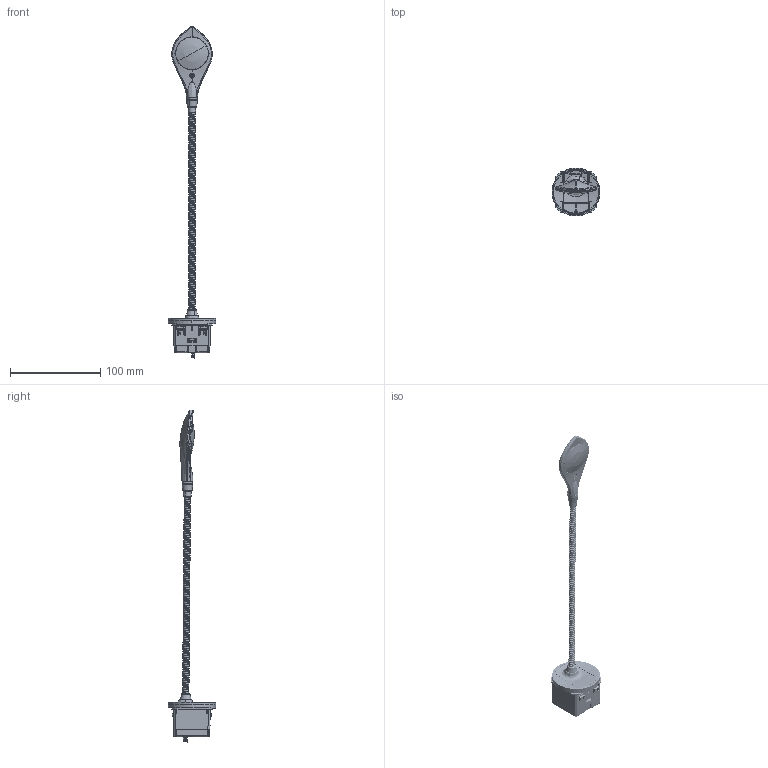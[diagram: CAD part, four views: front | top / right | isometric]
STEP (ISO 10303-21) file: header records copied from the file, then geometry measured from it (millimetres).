
FILE_DESCRIPTION(('CATIA V5 STEP Exchange','CAx-IF Rec.Pracs.--- Model Styling and Organization---1.5--- 2016-08-15','CAx-IF Rec.Pracs.---Supplemental Geometry---1.0---2011-11-01','CAx-IF Rec.Pracs.--- Composite Materials ---1.1---2010-07-15'),'2;1');
FILE_NAME('CB0270s.stp','2024-02-13T09:02:46+00:00',('none'),('none'),'CATIA Version 5-6 Release 2020 SP5','CATIA V5 STEP AP214 v2','none');
FILE_SCHEMA(('AUTOMOTIVE_DESIGN { 1 0 10303 214 1 1 1 1 }'));
Products named in the file (1): CB0270
Bounding box: 53 x 53.01 x 367.03 mm (x, y, z)
Volume: 37830.4 mm3; surface area: 68207.5 mm2
Topology: 37 solids, 37 shells, 6928 faces, 18218 edges, 11263 vertices
Faces by surface type: plane 3763, bspline 1891, cylinder 823, sphere 169, cone 142, torus 102, revolution 22, extrusion 16
Entity records: 274328 total; most frequent: CARTESIAN_POINT 130475, ORIENTED_EDGE 36116, EDGE_CURVE 18058, DIRECTION 17969, VERTEX_POINT 11263, B_SPLINE_CURVE_WITH_KNOTS 8174, VECTOR 7693, LINE 7677
